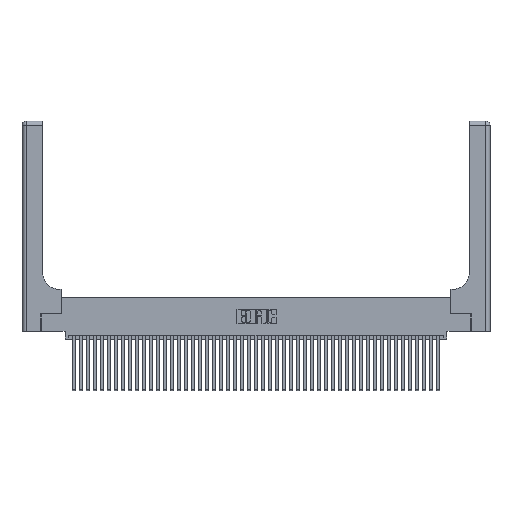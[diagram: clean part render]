
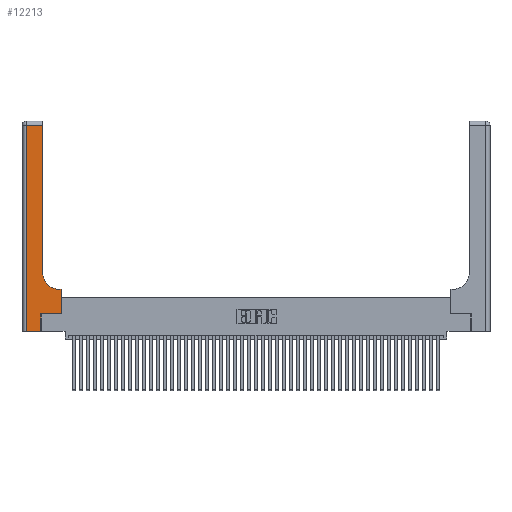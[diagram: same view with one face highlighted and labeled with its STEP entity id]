
A CAD part, top view. The second image highlights one B-rep face of the part: STEP entity #12213.
In plain terms, the highlighted planar face has unit normal (0, 0, 1).
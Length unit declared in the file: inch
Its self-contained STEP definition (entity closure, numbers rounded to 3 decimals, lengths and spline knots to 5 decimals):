
#169 = CARTESIAN_POINT ( 'NONE',  ( 0.5415, 0.6, 0.37 ) ) ;
#607 = DIRECTION ( 'NONE',  ( 1., 0., 0. ) ) ;
#1161 = LINE ( 'NONE', #19844, #9300 ) ;
#1996 = DIRECTION ( 'NONE',  ( 0., 1., 0. ) ) ;
#2094 = VECTOR ( 'NONE', #8612, 39.37008 ) ;
#3314 = ORIENTED_EDGE ( 'NONE', *, *, #36410, .T. ) ;
#3649 = VECTOR ( 'NONE', #19869, 39.37008 ) ;
#5241 = EDGE_LOOP ( 'NONE', ( #12711, #31267, #35370, #6892, #12584, #25363, #16638, #31678, #3314 ) ) ;
#5452 = DIRECTION ( 'NONE',  ( 0., 0., -1. ) ) ;
#5960 = CARTESIAN_POINT ( 'NONE',  ( 0.269, 0.25, 0.37 ) ) ;
#6522 = VECTOR ( 'NONE', #607, 39.37008 ) ;
#6529 = EDGE_CURVE ( 'NONE', #43954, #11831, #23322, .T. ) ;
#6892 = ORIENTED_EDGE ( 'NONE', *, *, #20418, .T. ) ;
#6922 = CARTESIAN_POINT ( 'NONE',  ( 0.2915, 2.94, 0.37 ) ) ;
#8612 = DIRECTION ( 'NONE',  ( -1., 0., 0. ) ) ;
#9300 = VECTOR ( 'NONE', #30714, 39.37008 ) ;
#9312 = LINE ( 'NONE', #30997, #17572 ) ;
#9500 = CARTESIAN_POINT ( 'NONE',  ( 0.2915, 3., 0.37 ) ) ;
#9962 = DIRECTION ( 'NONE',  ( -1., 0., 0. ) ) ;
#10131 = EDGE_CURVE ( 'NONE', #42835, #43954, #25178, .T. ) ;
#11831 = VERTEX_POINT ( 'NONE', #23850 ) ;
#12009 = AXIS2_PLACEMENT_3D ( 'NONE', #20868, #33986, #24374 ) ;
#12136 = CARTESIAN_POINT ( 'NONE',  ( 0.5585, 0.25, 0.37 ) ) ;
#12213 = ADVANCED_FACE ( 'NONE', ( #27760 ), #29827, .F. ) ;
#12584 = ORIENTED_EDGE ( 'NONE', *, *, #39577, .T. ) ;
#12670 = DIRECTION ( 'NONE',  ( 0., -1., 0. ) ) ;
#12711 = ORIENTED_EDGE ( 'NONE', *, *, #24564, .T. ) ;
#12943 = LINE ( 'NONE', #44145, #3649 ) ;
#13018 = EDGE_CURVE ( 'NONE', #44810, #13811, #43527, .T. ) ;
#13811 = VERTEX_POINT ( 'NONE', #41195 ) ;
#16638 = ORIENTED_EDGE ( 'NONE', *, *, #6529, .T. ) ;
#17540 = AXIS2_PLACEMENT_3D ( 'NONE', #33329, #5452, #29981 ) ;
#17572 = VECTOR ( 'NONE', #9962, 39.37008 ) ;
#18295 = CARTESIAN_POINT ( 'NONE',  ( 0.2915, 0.85, 0.37 ) ) ;
#18337 = CIRCLE ( 'NONE', #12009, 0.25 ) ;
#18834 = LINE ( 'NONE', #9500, #37455 ) ;
#19844 = CARTESIAN_POINT ( 'NONE',  ( 0.269, 0., 0.37 ) ) ;
#19869 = DIRECTION ( 'NONE',  ( 1., 0., 0. ) ) ;
#20418 = EDGE_CURVE ( 'NONE', #13811, #24335, #12943, .T. ) ;
#20868 = CARTESIAN_POINT ( 'NONE',  ( 0.5415, 0.85, 0.37 ) ) ;
#23322 = LINE ( 'NONE', #30028, #31542 ) ;
#23485 = DIRECTION ( 'NONE',  ( 0., 1., 0. ) ) ;
#23850 = CARTESIAN_POINT ( 'NONE',  ( 0.5585, 0.6, 0.37 ) ) ;
#24335 = VERTEX_POINT ( 'NONE', #24911 ) ;
#24374 = DIRECTION ( 'NONE',  ( 1., 0., 0. ) ) ;
#24564 = EDGE_CURVE ( 'NONE', #30591, #26550, #18834, .T. ) ;
#24911 = CARTESIAN_POINT ( 'NONE',  ( 0.269, 0., 0.37 ) ) ;
#25178 = LINE ( 'NONE', #42472, #6522 ) ;
#25363 = ORIENTED_EDGE ( 'NONE', *, *, #10131, .T. ) ;
#26474 = EDGE_CURVE ( 'NONE', #26550, #44810, #9312, .T. ) ;
#26550 = VERTEX_POINT ( 'NONE', #6922 ) ;
#27760 = FACE_OUTER_BOUND ( 'NONE', #5241, .T. ) ;
#28937 = LINE ( 'NONE', #29640, #2094 ) ;
#28981 = EDGE_CURVE ( 'NONE', #11831, #30025, #28937, .T. ) ;
#29640 = CARTESIAN_POINT ( 'NONE',  ( 0.2915, 0.6, 0.37 ) ) ;
#29827 = PLANE ( 'NONE',  #17540 ) ;
#29981 = DIRECTION ( 'NONE',  ( -1., 0., 0. ) ) ;
#30025 = VERTEX_POINT ( 'NONE', #169 ) ;
#30028 = CARTESIAN_POINT ( 'NONE',  ( 0.5585, 0.25, 0.37 ) ) ;
#30591 = VERTEX_POINT ( 'NONE', #18295 ) ;
#30714 = DIRECTION ( 'NONE',  ( 0., 1., 0. ) ) ;
#30997 = CARTESIAN_POINT ( 'NONE',  ( 0., 2.94, 0.37 ) ) ;
#31267 = ORIENTED_EDGE ( 'NONE', *, *, #26474, .T. ) ;
#31542 = VECTOR ( 'NONE', #1996, 39.37008 ) ;
#31678 = ORIENTED_EDGE ( 'NONE', *, *, #28981, .T. ) ;
#33329 = CARTESIAN_POINT ( 'NONE',  ( 0., 3., 0.37 ) ) ;
#33663 = CARTESIAN_POINT ( 'NONE',  ( 0.06, 3., 0.37 ) ) ;
#33986 = DIRECTION ( 'NONE',  ( 0., 0., -1. ) ) ;
#34762 = CARTESIAN_POINT ( 'NONE',  ( 0.06, 2.94, 0.37 ) ) ;
#35370 = ORIENTED_EDGE ( 'NONE', *, *, #13018, .T. ) ;
#36410 = EDGE_CURVE ( 'NONE', #30025, #30591, #18337, .T. ) ;
#37455 = VECTOR ( 'NONE', #23485, 39.37008 ) ;
#39577 = EDGE_CURVE ( 'NONE', #24335, #42835, #1161, .T. ) ;
#41195 = CARTESIAN_POINT ( 'NONE',  ( 0.06, 0., 0.37 ) ) ;
#42418 = VECTOR ( 'NONE', #12670, 39.37008 ) ;
#42472 = CARTESIAN_POINT ( 'NONE',  ( 0.269, 0.25, 0.37 ) ) ;
#42835 = VERTEX_POINT ( 'NONE', #5960 ) ;
#43527 = LINE ( 'NONE', #33663, #42418 ) ;
#43954 = VERTEX_POINT ( 'NONE', #12136 ) ;
#44145 = CARTESIAN_POINT ( 'NONE',  ( 0., 0., 0.37 ) ) ;
#44810 = VERTEX_POINT ( 'NONE', #34762 ) ;
